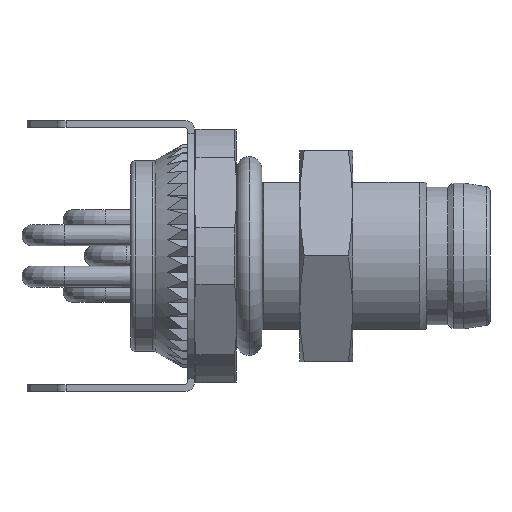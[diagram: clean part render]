
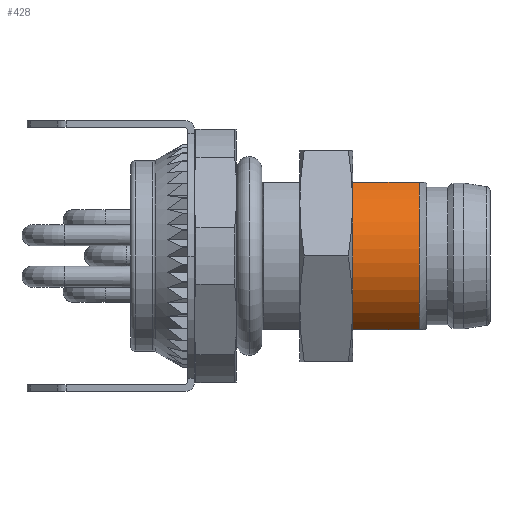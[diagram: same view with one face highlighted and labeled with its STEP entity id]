
A CAD part, front view. The second image highlights one B-rep face of the part: STEP entity #428.
In plain terms, the highlighted cylindrical face has radius 4 mm (diameter 8 mm), a partial arc.
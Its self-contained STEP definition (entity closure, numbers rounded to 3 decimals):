
#428=ADVANCED_FACE('',(#1213),#1214,.T.);
#1213=FACE_OUTER_BOUND('',#10869,.T.);
#1214=CYLINDRICAL_SURFACE('',#10870,4.0);
#10869=EDGE_LOOP('',(#13893,#13894,#13895,#13896));
#10870=AXIS2_PLACEMENT_3D('',#13897,#13898,#13899);
#13893=ORIENTED_EDGE('',*,*,#14814,.F.);
#13894=ORIENTED_EDGE('',*,*,#14909,.F.);
#13895=ORIENTED_EDGE('',*,*,#14905,.T.);
#13896=ORIENTED_EDGE('',*,*,#14908,.F.);
#13897=CARTESIAN_POINT('',(9.5,0.0,0.0));
#13898=DIRECTION('',(-1.0,0.0,-0.0));
#13899=DIRECTION('',(0.0,0.0,-1.0));
#14814=EDGE_CURVE('',#16420,#16416,#16422,.T.);
#14905=EDGE_CURVE('',#16548,#16546,#16549,.T.);
#14908=EDGE_CURVE('',#16416,#16546,#16552,.T.);
#14909=EDGE_CURVE('',#16548,#16420,#16553,.T.);
#16416=VERTEX_POINT('',#20154);
#16420=VERTEX_POINT('',#20159);
#16422=CIRCLE('',#20162,4.0);
#16546=VERTEX_POINT('',#20380);
#16548=VERTEX_POINT('',#20387);
#16549=CIRCLE('',#20388,4.0);
#16552=LINE('',#20397,#20398);
#16553=LINE('',#20399,#20400);
#20154=CARTESIAN_POINT('',(10.5,-1.936,3.5));
#20159=CARTESIAN_POINT('',(10.5,-1.936,-3.5));
#20162=AXIS2_PLACEMENT_3D('',#21702,#21703,#21704);
#20380=CARTESIAN_POINT('',(13.654,-1.936,3.5));
#20387=CARTESIAN_POINT('',(13.654,-1.936,-3.5));
#20388=AXIS2_PLACEMENT_3D('',#21856,#21857,#21858);
#20397=CARTESIAN_POINT('',(9.5,-1.936,3.5));
#20398=VECTOR('',#21860,1.0);
#20399=CARTESIAN_POINT('',(9.5,-1.936,-3.5));
#20400=VECTOR('',#21861,1.0);
#21702=CARTESIAN_POINT('',(10.5,0.0,0.0));
#21703=DIRECTION('',(-1.0,0.0,0.0));
#21704=DIRECTION('',(0.0,0.0,-1.0));
#21856=CARTESIAN_POINT('',(13.654,0.0,0.0));
#21857=DIRECTION('',(-1.0,0.0,0.0));
#21858=DIRECTION('',(0.0,0.0,-1.0));
#21860=DIRECTION('',(1.0,0.0,0.0));
#21861=DIRECTION('',(-1.0,0.0,0.0));
